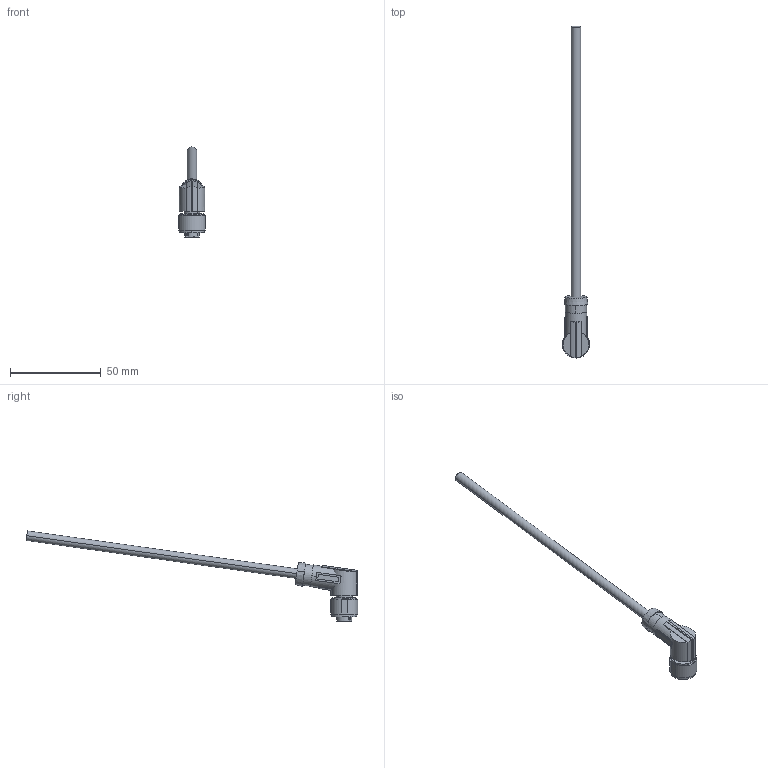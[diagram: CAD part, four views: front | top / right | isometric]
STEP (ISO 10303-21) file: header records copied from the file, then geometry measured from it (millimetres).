
FILE_DESCRIPTION (( 'STEP AP214' ), '1' );
FILE_NAME ('0E011453_mit Kabel.STEP', '2025-05-07T13:19:05', ( '' ), ( '' ), 'SwSTEP 2.0', 'SolidWorks 2024', '' );
FILE_SCHEMA (( 'AUTOMOTIVE_DESIGN' ));
Length unit declared in the file: millimetre
Products named in the file (3): SAC_5P_M12FR_SH-select_1; 0E011453(2); 0E011453_mit Kabel
Assembly tree (2 placements, depth 3):
  0E011453_mit Kabel
    0E011453(2)
      SAC_5P_M12FR_SH-select_1
Bounding box: 14.71 x 182.53 x 49.52 mm (x, y, z)
Volume: 9399.5 mm3; surface area: 5856.4 mm2
Topology: 1 solids, 1 shells, 419 faces, 1146 edges, 760 vertices
Faces by surface type: plane 302, cylinder 109, torus 4, cone 4
Entity records: 13680 total; most frequent: CARTESIAN_POINT 2852, ORIENTED_EDGE 2292, DIRECTION 2167, EDGE_CURVE 1146, VECTOR 893, LINE 893, VERTEX_POINT 760, AXIS2_PLACEMENT_3D 637
